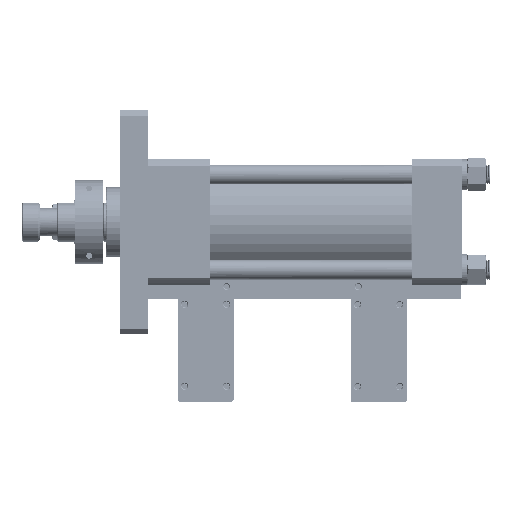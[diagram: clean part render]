
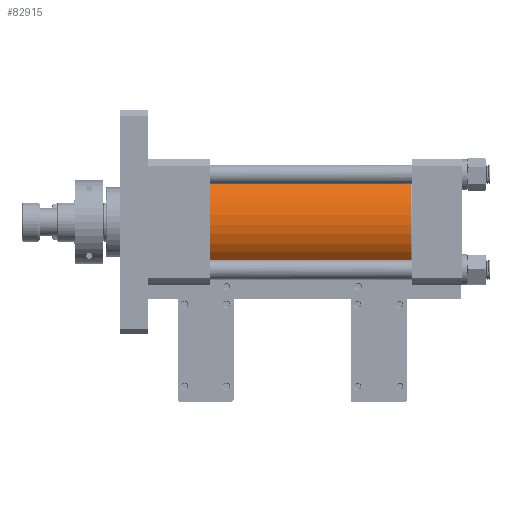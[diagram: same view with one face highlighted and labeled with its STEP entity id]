
A CAD part, front view. The second image highlights one B-rep face of the part: STEP entity #82915.
In plain terms, the highlighted cylindrical face has radius 40 mm (diameter 80 mm), a partial arc.
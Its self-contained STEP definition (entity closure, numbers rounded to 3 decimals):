
#687 = ORIENTED_EDGE ( 'NONE', *, *, #80025, .F. ) ;
#694 = EDGE_CURVE ( 'NONE', #80222, #79895, #20894, .T. ) ;
#5706 = CIRCLE ( 'NONE', #5745, 40. ) ;
#5743 = DIRECTION ( 'NONE',  ( 0., 0., -1. ) ) ;
#5744 = DIRECTION ( 'NONE',  ( 0., 1., 0. ) ) ;
#5745 = AXIS2_PLACEMENT_3D ( 'NONE', #5754, #5744, #5743 ) ;
#5754 = CARTESIAN_POINT ( 'NONE',  ( 0., 0.5, 0. ) ) ;
#5788 = CYLINDRICAL_SURFACE ( 'NONE', #5825, 40. ) ;
#5825 = AXIS2_PLACEMENT_3D ( 'NONE', #5866, #5865, #5864 ) ;
#5826 = FACE_OUTER_BOUND ( 'NONE', #82697, .T. ) ;
#5864 = DIRECTION ( 'NONE',  ( 0., 0., -1. ) ) ;
#5865 = DIRECTION ( 'NONE',  ( 0., -1., 0. ) ) ;
#5866 = CARTESIAN_POINT ( 'NONE',  ( 0., 144., 0. ) ) ;
#20894 = CIRCLE ( 'NONE', #20945, 40. ) ;
#20941 = DIRECTION ( 'NONE',  ( 0., 0., -1. ) ) ;
#20942 = DIRECTION ( 'NONE',  ( 0., -1., 0. ) ) ;
#20944 = CARTESIAN_POINT ( 'NONE',  ( 0., 143.5, 0. ) ) ;
#20945 = AXIS2_PLACEMENT_3D ( 'NONE', #20944, #20942, #20941 ) ;
#50347 = CARTESIAN_POINT ( 'NONE',  ( 0., 143.5, -40. ) ) ;
#50451 = DIRECTION ( 'NONE',  ( 0., -1., 0. ) ) ;
#50452 = VECTOR ( 'NONE', #50451, 1000. ) ;
#50453 = CARTESIAN_POINT ( 'NONE',  ( 0., 144., 40. ) ) ;
#50454 = LINE ( 'NONE', #50453, #50452 ) ;
#50499 = CARTESIAN_POINT ( 'NONE',  ( 0., 0.5, -40. ) ) ;
#50535 = DIRECTION ( 'NONE',  ( 0., -1., 0. ) ) ;
#50542 = CARTESIAN_POINT ( 'NONE',  ( 0., 144., -40. ) ) ;
#50543 = LINE ( 'NONE', #50542, #50546 ) ;
#50546 = VECTOR ( 'NONE', #50535, 1000. ) ;
#50716 = CARTESIAN_POINT ( 'NONE',  ( 0., 143.5, 40. ) ) ;
#51088 = CARTESIAN_POINT ( 'NONE',  ( 0., 0.5, 40. ) ) ;
#79895 = VERTEX_POINT ( 'NONE', #50347 ) ;
#80025 = EDGE_CURVE ( 'NONE', #80222, #80419, #50454, .T. ) ;
#80151 = VERTEX_POINT ( 'NONE', #50499 ) ;
#80175 = EDGE_CURVE ( 'NONE', #79895, #80151, #50543, .T. ) ;
#80222 = VERTEX_POINT ( 'NONE', #50716 ) ;
#80419 = VERTEX_POINT ( 'NONE', #51088 ) ;
#82440 = ORIENTED_EDGE ( 'NONE', *, *, #694, .T. ) ;
#82454 = ORIENTED_EDGE ( 'NONE', *, *, #82699, .T. ) ;
#82697 = EDGE_LOOP ( 'NONE', ( #687, #82440, #82792, #82454 ) ) ;
#82699 = EDGE_CURVE ( 'NONE', #80151, #80419, #5706, .T. ) ;
#82792 = ORIENTED_EDGE ( 'NONE', *, *, #80175, .T. ) ;
#82915 = ADVANCED_FACE ( 'NONE', ( #5826 ), #5788, .T. ) ;
